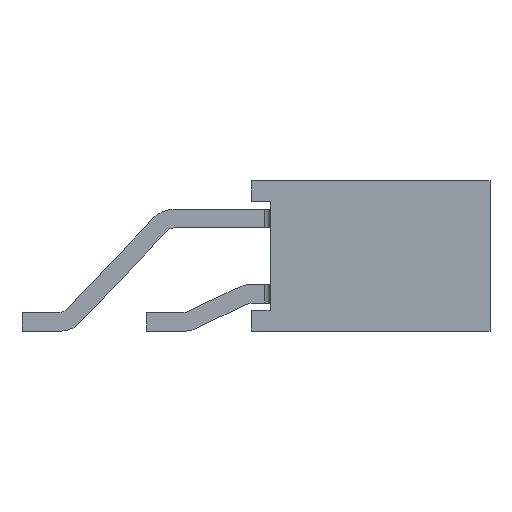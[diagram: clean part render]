
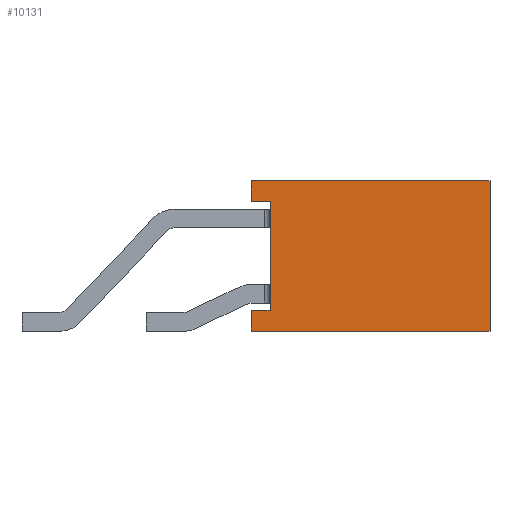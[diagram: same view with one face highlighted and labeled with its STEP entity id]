
A CAD part, left-side view. The second image highlights one B-rep face of the part: STEP entity #10131.
In plain terms, the highlighted planar face has unit normal (-1, 0, 0).
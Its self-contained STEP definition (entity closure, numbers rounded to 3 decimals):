
#1198=ORIENTED_EDGE('',*,*,#3950,.F.);
#1199=ORIENTED_EDGE('',*,*,#4022,.F.);
#1200=ORIENTED_EDGE('',*,*,#3901,.F.);
#1201=ORIENTED_EDGE('',*,*,#3898,.F.);
#1202=ORIENTED_EDGE('',*,*,#3401,.F.);
#1203=ORIENTED_EDGE('',*,*,#3893,.F.);
#1204=ORIENTED_EDGE('',*,*,#3890,.F.);
#1205=ORIENTED_EDGE('',*,*,#3960,.F.);
#3401=EDGE_CURVE('',#4894,#4895,#5853,.T.);
#3890=EDGE_CURVE('',#5264,#5262,#6322,.T.);
#3893=EDGE_CURVE('',#5262,#4894,#6324,.T.);
#3898=EDGE_CURVE('',#4895,#5268,#6328,.T.);
#3901=EDGE_CURVE('',#5268,#5271,#6331,.T.);
#3950=EDGE_CURVE('',#5320,#5321,#6380,.T.);
#3960=EDGE_CURVE('',#5321,#5264,#6388,.T.);
#4022=EDGE_CURVE('',#5271,#5320,#6427,.T.);
#4894=VERTEX_POINT('',#14256);
#4895=VERTEX_POINT('',#14258);
#5262=VERTEX_POINT('',#15209);
#5264=VERTEX_POINT('',#15213);
#5268=VERTEX_POINT('',#15225);
#5271=VERTEX_POINT('',#15233);
#5320=VERTEX_POINT('',#15334);
#5321=VERTEX_POINT('',#15335);
#5853=LINE('',#14257,#7189);
#6322=LINE('',#15214,#7658);
#6324=LINE('',#15220,#7660);
#6328=LINE('',#15229,#7664);
#6331=LINE('',#15235,#7667);
#6380=LINE('',#15333,#7716);
#6388=LINE('',#15352,#7724);
#6427=LINE('',#15453,#7763);
#7189=VECTOR('',#11412,1000.);
#7658=VECTOR('',#12117,1000.);
#7660=VECTOR('',#12123,1000.);
#7664=VECTOR('',#12131,1000.);
#7667=VECTOR('',#12136,1000.);
#7716=VECTOR('',#12187,1000.);
#7724=VECTOR('',#12201,1000.);
#7763=VECTOR('',#12298,1000.);
#8571=EDGE_LOOP('',(#1198,#1199,#1200,#1201,#1202,#1203,#1204,#1205));
#9125=FACE_BOUND('',#8571,.T.);
#9667=PLANE('',#10759);
#10131=ADVANCED_FACE('',(#9125),#9667,.F.);
#10759=AXIS2_PLACEMENT_3D('',#15459,#12305,#12306);
#11412=DIRECTION('',(0.,0.,1.));
#12117=DIRECTION('',(0.,0.,1.));
#12123=DIRECTION('',(0.,-1.,0.));
#12131=DIRECTION('',(0.,1.,0.));
#12136=DIRECTION('',(0.,0.,1.));
#12187=DIRECTION('',(0.,0.,-1.));
#12201=DIRECTION('',(0.,1.,0.));
#12298=DIRECTION('',(0.,-1.,0.));
#12305=DIRECTION('',(1.,0.,0.));
#12306=DIRECTION('',(0.,0.,-1.));
#14256=CARTESIAN_POINT('',(-6.15,2.675,-1.45));
#14257=CARTESIAN_POINT('',(-6.15,2.675,1.45));
#14258=CARTESIAN_POINT('',(-6.15,2.675,1.45));
#15209=CARTESIAN_POINT('',(-6.15,3.175,-1.45));
#15213=CARTESIAN_POINT('',(-6.15,3.175,-2.));
#15214=CARTESIAN_POINT('',(-6.15,3.175,-2.));
#15220=CARTESIAN_POINT('',(-6.15,2.675,-1.45));
#15225=CARTESIAN_POINT('',(-6.15,3.175,1.45));
#15229=CARTESIAN_POINT('',(-6.15,3.175,1.45));
#15233=CARTESIAN_POINT('',(-6.15,3.175,2.));
#15235=CARTESIAN_POINT('',(-6.15,3.175,1.45));
#15333=CARTESIAN_POINT('',(-6.15,-3.175,2.));
#15334=CARTESIAN_POINT('',(-6.15,-3.175,2.));
#15335=CARTESIAN_POINT('',(-6.15,-3.175,-2.));
#15352=CARTESIAN_POINT('',(-6.15,-3.175,-2.));
#15453=CARTESIAN_POINT('',(-6.15,3.175,2.));
#15459=CARTESIAN_POINT('',(-6.15,0.,0.));
